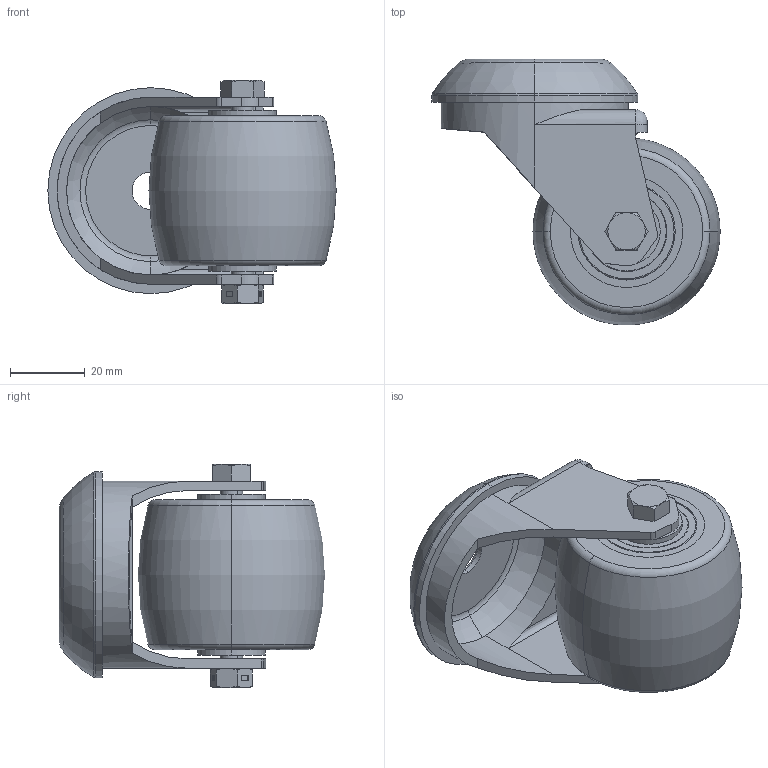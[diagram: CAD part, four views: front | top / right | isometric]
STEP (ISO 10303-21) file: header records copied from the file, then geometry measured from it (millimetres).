
FILE_DESCRIPTION (( 'STEP AP214' ), '1' );
FILE_NAME ('0049163.step', '2022-06-17T10:29:42', ( '' ), ( '' ), 'SwSTEP 2.0', 'SolidWorks 2020', '' );
FILE_SCHEMA (( 'AUTOMOTIVE_DESIGN' ));
Length unit declared in the file: millimetre
Products named in the file (1): 0049163
Bounding box: 77 x 70.96 x 59.7 mm (x, y, z)
Volume: 83982.5 mm3; surface area: 47565.2 mm2
Topology: 14 solids, 14 shells, 390 faces, 1203 edges, 770 vertices
Faces by surface type: torus 116, cylinder 105, plane 89, sphere 44, cone 36
Entity records: 19136 total; most frequent: CARTESIAN_POINT 4586, ORIENTED_EDGE 2230, DIRECTION 2071, EDGE_CURVE 1115, AXIS2_PLACEMENT_3D 923, VERTEX_POINT 726, CIRCLE 532, EDGE_LOOP 437
